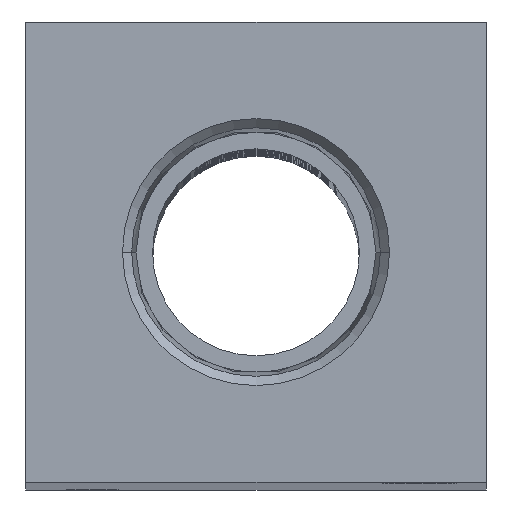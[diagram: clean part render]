
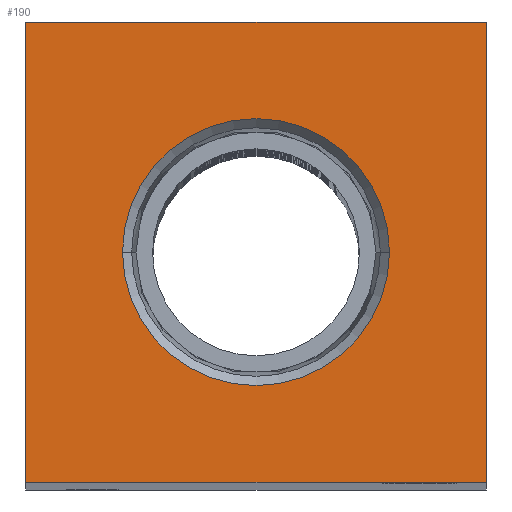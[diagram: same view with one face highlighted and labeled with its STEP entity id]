
A CAD part, top view. The second image highlights one B-rep face of the part: STEP entity #190.
In plain terms, the highlighted planar face has unit normal (0, 0, 1).
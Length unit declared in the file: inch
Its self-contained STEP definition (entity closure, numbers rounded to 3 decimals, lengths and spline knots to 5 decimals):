
#18 = DIRECTION ( 'NONE',  ( 1., 0., 0. ) ) ;
#29 = DIRECTION ( 'NONE',  ( 0., 0., 1. ) ) ;
#109 = LINE ( 'NONE', #1961, #866 ) ;
#190 = ADVANCED_FACE ( 'NONE', ( #3351, #2634 ), #1386, .T. ) ;
#289 = CARTESIAN_POINT ( 'NONE',  ( -0.625, 0.625, 6.125 ) ) ;
#529 = LINE ( 'NONE', #950, #2957 ) ;
#636 = AXIS2_PLACEMENT_3D ( 'NONE', #1634, #1373, #1369 ) ;
#706 = EDGE_LOOP ( 'NONE', ( #3026, #2073, #3660, #1162 ) ) ;
#730 = LINE ( 'NONE', #1447, #2424 ) ;
#746 = DIRECTION ( 'NONE',  ( 0., 0., 1. ) ) ;
#756 = DIRECTION ( 'NONE',  ( 1., 0., 0. ) ) ;
#775 = CARTESIAN_POINT ( 'NONE',  ( 0., 0., 6.125 ) ) ;
#866 = VECTOR ( 'NONE', #1851, 39.37008 ) ;
#885 = CARTESIAN_POINT ( 'NONE',  ( -0.625, -0.625, 6.125 ) ) ;
#887 = VECTOR ( 'NONE', #2814, 39.37008 ) ;
#950 = CARTESIAN_POINT ( 'NONE',  ( -0.625, -0.625, 6.125 ) ) ;
#964 = DIRECTION ( 'NONE',  ( 0., -1., 0. ) ) ;
#986 = LINE ( 'NONE', #2792, #887 ) ;
#991 = VERTEX_POINT ( 'NONE', #3301 ) ;
#1151 = EDGE_CURVE ( 'NONE', #991, #1410, #3158, .T. ) ;
#1162 = ORIENTED_EDGE ( 'NONE', *, *, #3037, .T. ) ;
#1333 = VERTEX_POINT ( 'NONE', #1867 ) ;
#1369 = DIRECTION ( 'NONE',  ( 1., 0., 0. ) ) ;
#1373 = DIRECTION ( 'NONE',  ( 0., 0., 1. ) ) ;
#1386 = PLANE ( 'NONE',  #636 ) ;
#1396 = AXIS2_PLACEMENT_3D ( 'NONE', #2209, #29, #18 ) ;
#1410 = VERTEX_POINT ( 'NONE', #1575 ) ;
#1447 = CARTESIAN_POINT ( 'NONE',  ( 0.625, -0.625, 6.125 ) ) ;
#1496 = VERTEX_POINT ( 'NONE', #885 ) ;
#1575 = CARTESIAN_POINT ( 'NONE',  ( 0.3626, 0., 6.125 ) ) ;
#1634 = CARTESIAN_POINT ( 'NONE',  ( 0., 0., 6.125 ) ) ;
#1721 = DIRECTION ( 'NONE',  ( 1., 0., 0. ) ) ;
#1851 = DIRECTION ( 'NONE',  ( -1., 0., 0. ) ) ;
#1867 = CARTESIAN_POINT ( 'NONE',  ( 0.625, 0.625, 6.125 ) ) ;
#1961 = CARTESIAN_POINT ( 'NONE',  ( 0.625, 0.625, 6.125 ) ) ;
#2073 = ORIENTED_EDGE ( 'NONE', *, *, #3079, .T. ) ;
#2143 = VERTEX_POINT ( 'NONE', #2804 ) ;
#2160 = EDGE_CURVE ( 'NONE', #2143, #1333, #986, .T. ) ;
#2200 = EDGE_LOOP ( 'NONE', ( #2852, #2410 ) ) ;
#2209 = CARTESIAN_POINT ( 'NONE',  ( 0., 0., 6.125 ) ) ;
#2410 = ORIENTED_EDGE ( 'NONE', *, *, #1151, .F. ) ;
#2424 = VECTOR ( 'NONE', #1721, 39.37008 ) ;
#2634 = FACE_OUTER_BOUND ( 'NONE', #706, .T. ) ;
#2792 = CARTESIAN_POINT ( 'NONE',  ( 0.625, -0.625, 6.125 ) ) ;
#2804 = CARTESIAN_POINT ( 'NONE',  ( 0.625, -0.625, 6.125 ) ) ;
#2814 = DIRECTION ( 'NONE',  ( 0., 1., 0. ) ) ;
#2852 = ORIENTED_EDGE ( 'NONE', *, *, #3862, .F. ) ;
#2957 = VECTOR ( 'NONE', #964, 39.37008 ) ;
#3026 = ORIENTED_EDGE ( 'NONE', *, *, #3769, .T. ) ;
#3037 = EDGE_CURVE ( 'NONE', #1333, #3693, #109, .T. ) ;
#3079 = EDGE_CURVE ( 'NONE', #1496, #2143, #730, .T. ) ;
#3123 = AXIS2_PLACEMENT_3D ( 'NONE', #775, #746, #756 ) ;
#3158 = CIRCLE ( 'NONE', #3123, 0.3626 ) ;
#3301 = CARTESIAN_POINT ( 'NONE',  ( -0.3626, 0., 6.125 ) ) ;
#3351 = FACE_BOUND ( 'NONE', #2200, .T. ) ;
#3510 = CIRCLE ( 'NONE', #1396, 0.3626 ) ;
#3660 = ORIENTED_EDGE ( 'NONE', *, *, #2160, .T. ) ;
#3693 = VERTEX_POINT ( 'NONE', #289 ) ;
#3769 = EDGE_CURVE ( 'NONE', #3693, #1496, #529, .T. ) ;
#3862 = EDGE_CURVE ( 'NONE', #1410, #991, #3510, .T. ) ;
